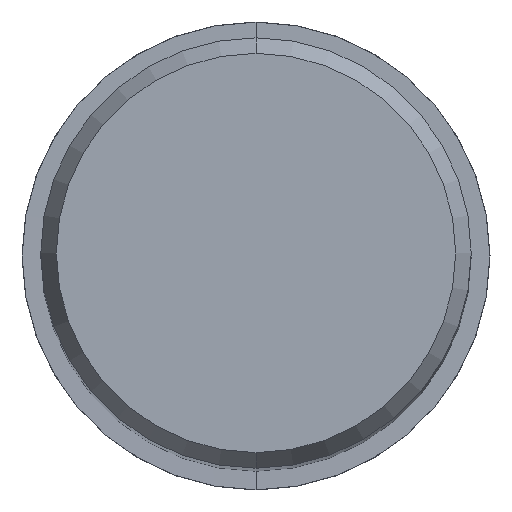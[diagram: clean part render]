
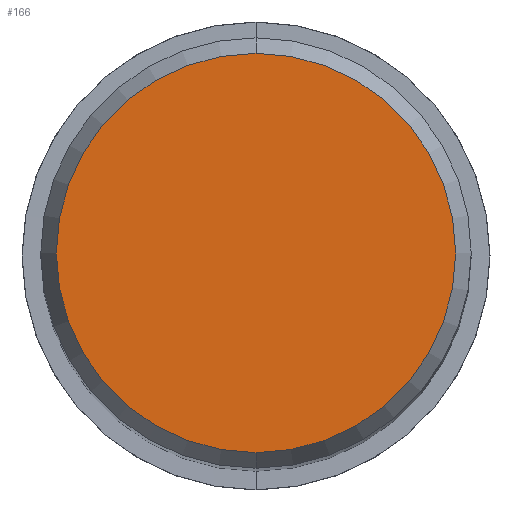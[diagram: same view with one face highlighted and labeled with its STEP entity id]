
A CAD part, top view. The second image highlights one B-rep face of the part: STEP entity #166.
In plain terms, the highlighted planar face has unit normal (0, 0, 1).
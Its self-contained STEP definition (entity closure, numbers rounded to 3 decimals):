
#86=EDGE_CURVE('',#102,#152,#199,.T.);
#88=EDGE_CURVE('',#152,#102,#201,.T.);
#102=VERTEX_POINT('',#216);
#152=VERTEX_POINT('',#276);
#166=ADVANCED_FACE('',(#291),#292,.T.);
#199=CIRCLE('',#320,5.892);
#201=CIRCLE('',#323,5.892);
#216=CARTESIAN_POINT('',(0.,-5.892,0.01));
#276=CARTESIAN_POINT('',(0.0,5.892,0.01));
#291=FACE_OUTER_BOUND('',#433,.T.);
#292=PLANE('',#434);
#320=AXIS2_PLACEMENT_3D('',#450,#451,#452);
#323=AXIS2_PLACEMENT_3D('',#453,#454,#455);
#433=EDGE_LOOP('',(#572,#573));
#434=AXIS2_PLACEMENT_3D('',#574,#575,#576);
#450=CARTESIAN_POINT('',(0.0,0.0,0.01));
#451=DIRECTION('',(0.0,0.0,-1.0));
#452=DIRECTION('',(0.0,1.0,0.0));
#453=CARTESIAN_POINT('',(0.0,0.0,0.01));
#454=DIRECTION('',(0.0,0.0,-1.0));
#455=DIRECTION('',(0.0,1.0,0.0));
#572=ORIENTED_EDGE('',*,*,#88,.F.);
#573=ORIENTED_EDGE('',*,*,#86,.F.);
#574=CARTESIAN_POINT('',(0.0,2.946,0.01));
#575=DIRECTION('',(-0.0,0.0,1.0));
#576=DIRECTION('',(0.0,-1.0,0.0));
